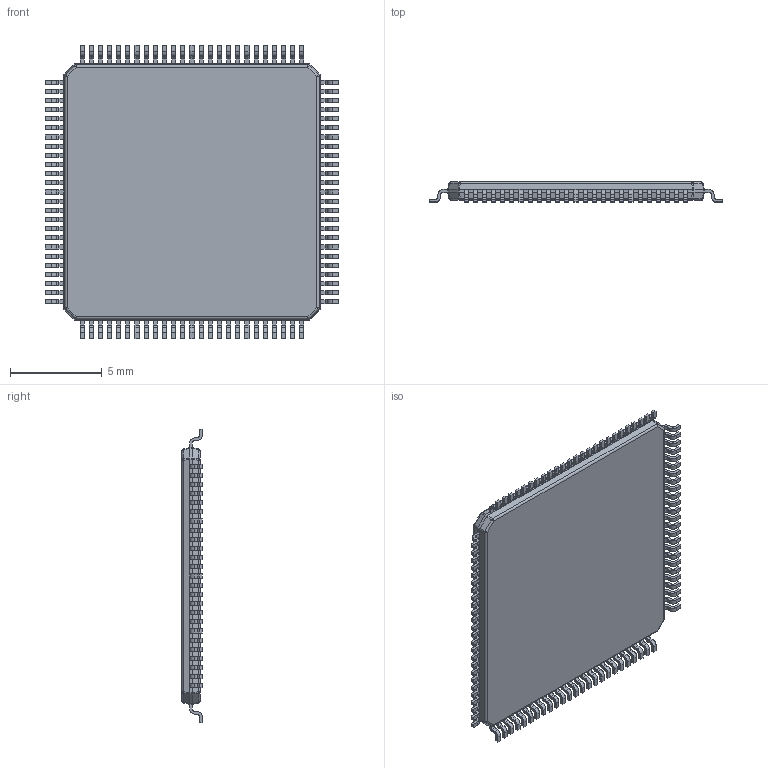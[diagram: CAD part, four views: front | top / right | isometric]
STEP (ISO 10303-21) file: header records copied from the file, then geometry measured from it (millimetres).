
FILE_DESCRIPTION((''),'2;1');
FILE_NAME('VJD100A_ASM','2012-02-17T',('CKXSSC'),(''),'PRO/ENGINEER BY PARAMETRIC TECHNOLOGY CORPORATION, 2011220','PRO/ENGINEER BY PARAMETRIC TECHNOLOGY CORPORATION, 2011220','');
FILE_SCHEMA(('AUTOMOTIVE_DESIGN_CC2 { 1 2 10303 214 -1 1 5 2 }'));
Length unit declared in the file: millimetre
Products named in the file (3): BODY_VJD100A; LEAD_VJD100A; VJD100A_ASM
Assembly tree (101 placements, depth 2):
  VJD100A_ASM
    BODY_VJD100A
    LEAD_VJD100A  x100
Bounding box: 16 x 1.1 x 16 mm (x, y, z)
Volume: 197.4 mm3; surface area: 538.9 mm2
Topology: 101 solids, 101 shells, 1485 faces, 3766 edges, 2484 vertices
Faces by surface type: plane 1027, cylinder 442, sphere 16
Entity records: 4062 total; most frequent: DIRECTION 652, CARTESIAN_POINT 601, ORIENTED_EDGE 404, AXIS2_PLACEMENT_3D 263, PRESENTATION_STYLE_ASSIGNMENT 204, STYLED_ITEM 204, CURVE_STYLE 202, EDGE_CURVE 202
